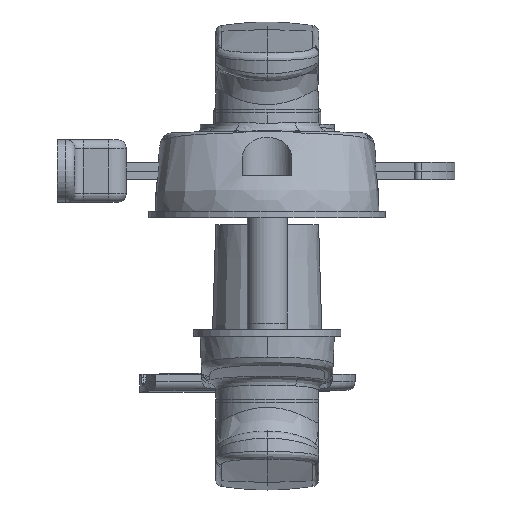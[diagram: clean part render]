
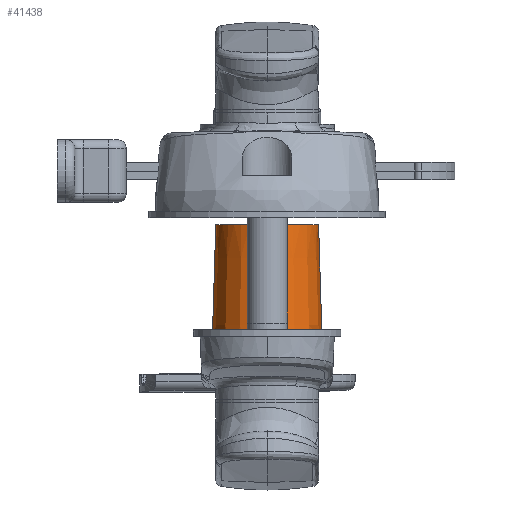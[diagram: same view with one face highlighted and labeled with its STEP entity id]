
A CAD part, front view. The second image highlights one B-rep face of the part: STEP entity #41438.
In plain terms, the highlighted conical face has half-angle 1.736 degrees and reference radius 11.5 mm.
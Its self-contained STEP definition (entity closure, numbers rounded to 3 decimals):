
#1724 = DIRECTION ( 'NONE',  ( 0., 0., 1. ) ) ;
#2006 = ORIENTED_EDGE ( 'NONE', *, *, #40437, .T. ) ;
#2797 = EDGE_CURVE ( 'NONE', #29207, #28216, #29479, .T. ) ;
#2853 = CARTESIAN_POINT ( 'NONE',  ( 11.5, 0., -25. ) ) ;
#4204 = ORIENTED_EDGE ( 'NONE', *, *, #6852, .T. ) ;
#4583 = CARTESIAN_POINT ( 'NONE',  ( -12., -2.961, 3.331 ) ) ;
#4739 = CARTESIAN_POINT ( 'NONE',  ( -12., -2.5, 0. ) ) ;
#6852 = EDGE_CURVE ( 'NONE', #20418, #30527, #39754, .T. ) ;
#6882 = CARTESIAN_POINT ( 'NONE',  ( -12.258, 0., 0. ) ) ;
#8571 = CARTESIAN_POINT ( 'NONE',  ( 11.5, 0., -25. ) ) ;
#9003 = VECTOR ( 'NONE', #21020, 1000. ) ;
#10355 = EDGE_LOOP ( 'NONE', ( #15123, #33640, #2006, #4204, #33110, #20037, #39639, #24323 ) ) ;
#11382 = CARTESIAN_POINT ( 'NONE',  ( 12., -3.16, 5. ) ) ;
#12570 = EDGE_CURVE ( 'NONE', #36720, #26030, #37567, .T. ) ;
#14004 = EDGE_CURVE ( 'NONE', #30527, #28216, #32610, .T. ) ;
#14174 = VERTEX_POINT ( 'NONE', #8571 ) ;
#14877 = DIRECTION ( 'NONE',  ( 1., 0., 0. ) ) ;
#14923 = DIRECTION ( 'NONE',  ( 0., 0., -1. ) ) ;
#15123 = ORIENTED_EDGE ( 'NONE', *, *, #37800, .F. ) ;
#15363 = EDGE_CURVE ( 'NONE', #29686, #14174, #29272, .T. ) ;
#15521 = AXIS2_PLACEMENT_3D ( 'NONE', #35751, #14923, #39243 ) ;
#17922 = DIRECTION ( 'NONE',  ( 0., 0., 1. ) ) ;
#18181 = DIRECTION ( 'NONE',  ( 0., 0., -1. ) ) ;
#18271 = LINE ( 'NONE', #34907, #9003 ) ;
#18599 = CARTESIAN_POINT ( 'NONE',  ( -12., -2.5, 0. ) ) ;
#18623 = CARTESIAN_POINT ( 'NONE',  ( -12., -2.747, 1.664 ) ) ;
#19949 = EDGE_CURVE ( 'NONE', #29207, #36720, #33419, .T. ) ;
#20037 = ORIENTED_EDGE ( 'NONE', *, *, #2797, .F. ) ;
#20162 = AXIS2_PLACEMENT_3D ( 'NONE', #22614, #1724, #26150 ) ;
#20382 = DIRECTION ( 'NONE',  ( 0.03, 0., 1. ) ) ;
#20418 = VERTEX_POINT ( 'NONE', #41481 ) ;
#21020 = DIRECTION ( 'NONE',  ( -0.03, 0., 1. ) ) ;
#21671 = CARTESIAN_POINT ( 'NONE',  ( 12., -2.5, 0. ) ) ;
#21700 = DIRECTION ( 'NONE',  ( 0., 0., 1. ) ) ;
#22614 = CARTESIAN_POINT ( 'NONE',  ( 0., 0., 5. ) ) ;
#24323 = ORIENTED_EDGE ( 'NONE', *, *, #12570, .T. ) ;
#25181 = CARTESIAN_POINT ( 'NONE',  ( 12., -3.16, 5. ) ) ;
#25626 = CARTESIAN_POINT ( 'NONE',  ( -12., -3.16, 5. ) ) ;
#25800 = FACE_OUTER_BOUND ( 'NONE', #10355, .T. ) ;
#26030 = VERTEX_POINT ( 'NONE', #6882 ) ;
#26150 = DIRECTION ( 'NONE',  ( -1., 0., 0. ) ) ;
#28216 = VERTEX_POINT ( 'NONE', #11382 ) ;
#29207 = VERTEX_POINT ( 'NONE', #34727 ) ;
#29272 = CIRCLE ( 'NONE', #41739, 11.5 ) ;
#29479 = CIRCLE ( 'NONE', #20162, 12.409 ) ;
#29686 = VERTEX_POINT ( 'NONE', #37003 ) ;
#30527 = VERTEX_POINT ( 'NONE', #33727 ) ;
#31787 = CONICAL_SURFACE ( 'NONE', #35857, 11.5, 0.03 ) ;
#32610 = B_SPLINE_CURVE_WITH_KNOTS ( 'NONE', 3,
 ( #21671, #39005, #42485, #25181 ),
 .UNSPECIFIED., .F., .F.,
 ( 4, 4 ),
 ( 0.042, 0.047 ),
 .UNSPECIFIED. ) ;
#33110 = ORIENTED_EDGE ( 'NONE', *, *, #14004, .T. ) ;
#33419 = B_SPLINE_CURVE_WITH_KNOTS ( 'NONE', 3,
 ( #25626, #4583, #18623, #4739 ),
 .UNSPECIFIED., .F., .F.,
 ( 4, 4 ),
 ( 0.019, 0.024 ),
 .UNSPECIFIED. ) ;
#33493 = LINE ( 'NONE', #2853, #40505 ) ;
#33640 = ORIENTED_EDGE ( 'NONE', *, *, #15363, .T. ) ;
#33727 = CARTESIAN_POINT ( 'NONE',  ( 12., -2.5, 0. ) ) ;
#34727 = CARTESIAN_POINT ( 'NONE',  ( -12., -3.16, 5. ) ) ;
#34907 = CARTESIAN_POINT ( 'NONE',  ( -11.5, 0., -25. ) ) ;
#35688 = CARTESIAN_POINT ( 'NONE',  ( 0., 0., -25. ) ) ;
#35751 = CARTESIAN_POINT ( 'NONE',  ( 0., 0., 0. ) ) ;
#35857 = AXIS2_PLACEMENT_3D ( 'NONE', #35688, #21700, #14877 ) ;
#36720 = VERTEX_POINT ( 'NONE', #18599 ) ;
#37003 = CARTESIAN_POINT ( 'NONE',  ( -11.5, 0., -25. ) ) ;
#37567 = CIRCLE ( 'NONE', #15521, 12.258 ) ;
#37800 = EDGE_CURVE ( 'NONE', #29686, #26030, #18271, .T. ) ;
#38757 = CARTESIAN_POINT ( 'NONE',  ( 0., 0., -25. ) ) ;
#39005 = CARTESIAN_POINT ( 'NONE',  ( 12., -2.747, 1.664 ) ) ;
#39013 = CARTESIAN_POINT ( 'NONE',  ( 0., 0., 0. ) ) ;
#39243 = DIRECTION ( 'NONE',  ( 1., 0., 0. ) ) ;
#39639 = ORIENTED_EDGE ( 'NONE', *, *, #19949, .T. ) ;
#39754 = CIRCLE ( 'NONE', #45057, 12.258 ) ;
#40437 = EDGE_CURVE ( 'NONE', #14174, #20418, #33493, .T. ) ;
#40505 = VECTOR ( 'NONE', #20382, 1000. ) ;
#41438 = ADVANCED_FACE ( 'NONE', ( #25800 ), #31787, .T. ) ;
#41481 = CARTESIAN_POINT ( 'NONE',  ( 12.258, 0., 0. ) ) ;
#41739 = AXIS2_PLACEMENT_3D ( 'NONE', #38757, #17922, #42218 ) ;
#42218 = DIRECTION ( 'NONE',  ( 1., 0., 0. ) ) ;
#42485 = CARTESIAN_POINT ( 'NONE',  ( 12., -2.961, 3.331 ) ) ;
#42491 = DIRECTION ( 'NONE',  ( 1., 0., 0. ) ) ;
#45057 = AXIS2_PLACEMENT_3D ( 'NONE', #39013, #18181, #42491 ) ;
